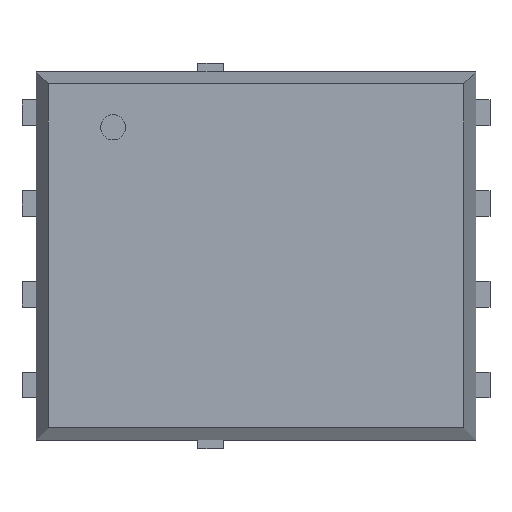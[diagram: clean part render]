
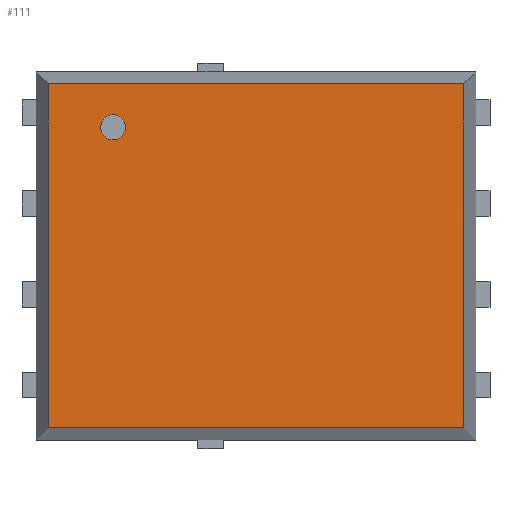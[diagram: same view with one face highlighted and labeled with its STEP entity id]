
A CAD part, top view. The second image highlights one B-rep face of the part: STEP entity #111.
In plain terms, the highlighted planar face has unit normal (0, 0, 1).
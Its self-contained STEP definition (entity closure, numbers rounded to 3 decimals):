
#25 = CARTESIAN_POINT ( 'NONE',  ( -2.907, 2.407, 1.12 ) ) ;
#38 = DIRECTION ( 'NONE',  ( 1., 0., 0. ) ) ;
#55 = VERTEX_POINT ( 'NONE', #1532 ) ;
#94 = FACE_BOUND ( 'NONE', #1604, .T. ) ;
#104 = ORIENTED_EDGE ( 'NONE', *, *, #873, .T. ) ;
#111 = ADVANCED_FACE ( 'NONE', ( #94, #507 ), #653, .T. ) ;
#133 = DIRECTION ( 'NONE',  ( -1., 0., 0. ) ) ;
#162 = DIRECTION ( 'NONE',  ( 0., 0., -1. ) ) ;
#189 = CARTESIAN_POINT ( 'NONE',  ( 2.907, 2.407, 1.12 ) ) ;
#193 = DIRECTION ( 'NONE',  ( 0., 0., -1. ) ) ;
#197 = VECTOR ( 'NONE', #1298, 1000. ) ;
#206 = EDGE_LOOP ( 'NONE', ( #104, #1750, #1041, #1735 ) ) ;
#271 = DIRECTION ( 'NONE',  ( 0., 1., 0. ) ) ;
#313 = VECTOR ( 'NONE', #271, 1000. ) ;
#409 = LINE ( 'NONE', #1534, #313 ) ;
#443 = VERTEX_POINT ( 'NONE', #970 ) ;
#447 = EDGE_CURVE ( 'NONE', #443, #1133, #409, .T. ) ;
#454 = CARTESIAN_POINT ( 'NONE',  ( -2.907, -2.407, 1.12 ) ) ;
#507 = FACE_OUTER_BOUND ( 'NONE', #206, .T. ) ;
#533 = VERTEX_POINT ( 'NONE', #25 ) ;
#538 = DIRECTION ( 'NONE',  ( 0., 0., 1. ) ) ;
#540 = VECTOR ( 'NONE', #133, 1000. ) ;
#573 = AXIS2_PLACEMENT_3D ( 'NONE', #1807, #538, #1073 ) ;
#601 = EDGE_CURVE ( 'NONE', #55, #626, #862, .T. ) ;
#602 = AXIS2_PLACEMENT_3D ( 'NONE', #1172, #162, #1252 ) ;
#626 = VERTEX_POINT ( 'NONE', #1823 ) ;
#653 = PLANE ( 'NONE',  #573 ) ;
#697 = ORIENTED_EDGE ( 'NONE', *, *, #601, .T. ) ;
#715 = LINE ( 'NONE', #1701, #197 ) ;
#806 = LINE ( 'NONE', #1537, #1521 ) ;
#862 = CIRCLE ( 'NONE', #602, 0.175 ) ;
#873 = EDGE_CURVE ( 'NONE', #533, #1218, #806, .T. ) ;
#936 = ORIENTED_EDGE ( 'NONE', *, *, #1695, .T. ) ;
#952 = EDGE_CURVE ( 'NONE', #1133, #533, #1572, .T. ) ;
#970 = CARTESIAN_POINT ( 'NONE',  ( 2.907, -2.407, 1.12 ) ) ;
#1041 = ORIENTED_EDGE ( 'NONE', *, *, #447, .T. ) ;
#1056 = EDGE_CURVE ( 'NONE', #1218, #443, #715, .T. ) ;
#1073 = DIRECTION ( 'NONE',  ( 1., 0., 0. ) ) ;
#1097 = DIRECTION ( 'NONE',  ( 0., -1., 0. ) ) ;
#1133 = VERTEX_POINT ( 'NONE', #189 ) ;
#1172 = CARTESIAN_POINT ( 'NONE',  ( -2., 1.8, 1.12 ) ) ;
#1218 = VERTEX_POINT ( 'NONE', #454 ) ;
#1252 = DIRECTION ( 'NONE',  ( 1., 0., 0. ) ) ;
#1298 = DIRECTION ( 'NONE',  ( 1., 0., 0. ) ) ;
#1311 = CARTESIAN_POINT ( 'NONE',  ( -2., 1.8, 1.12 ) ) ;
#1521 = VECTOR ( 'NONE', #1097, 1000. ) ;
#1532 = CARTESIAN_POINT ( 'NONE',  ( -2.175, 1.8, 1.12 ) ) ;
#1534 = CARTESIAN_POINT ( 'NONE',  ( 2.907, 0., 1.12 ) ) ;
#1536 = CIRCLE ( 'NONE', #1722, 0.175 ) ;
#1537 = CARTESIAN_POINT ( 'NONE',  ( -2.907, 0., 1.12 ) ) ;
#1572 = LINE ( 'NONE', #1843, #540 ) ;
#1604 = EDGE_LOOP ( 'NONE', ( #936, #697 ) ) ;
#1695 = EDGE_CURVE ( 'NONE', #626, #55, #1536, .T. ) ;
#1701 = CARTESIAN_POINT ( 'NONE',  ( -3.075, -2.407, 1.12 ) ) ;
#1722 = AXIS2_PLACEMENT_3D ( 'NONE', #1311, #193, #38 ) ;
#1735 = ORIENTED_EDGE ( 'NONE', *, *, #952, .T. ) ;
#1750 = ORIENTED_EDGE ( 'NONE', *, *, #1056, .T. ) ;
#1807 = CARTESIAN_POINT ( 'NONE',  ( 0., 0., 1.12 ) ) ;
#1823 = CARTESIAN_POINT ( 'NONE',  ( -1.825, 1.8, 1.12 ) ) ;
#1843 = CARTESIAN_POINT ( 'NONE',  ( 3.075, 2.407, 1.12 ) ) ;
